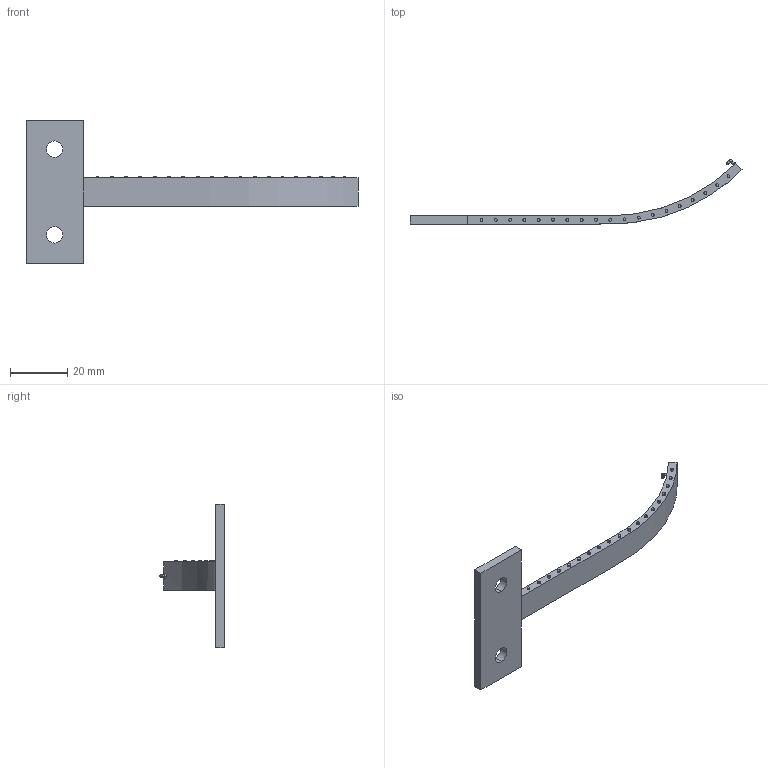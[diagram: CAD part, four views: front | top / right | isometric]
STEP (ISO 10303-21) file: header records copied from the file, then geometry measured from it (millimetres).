
FILE_DESCRIPTION (( 'STEP AP203' ), '1' );
FILE_NAME ('TestBeam1_s_0_5_10mm_3mm_with_weight_attachment.STEP', '2025-02-15T01:43:42', ( '' ), ( '' ), 'SwSTEP 2.0', 'SolidWorks 2024', '' );
FILE_SCHEMA (( 'CONFIG_CONTROL_DESIGN' ));
Length unit declared in the file: metre
Products named in the file (1): TestBeam1_s_0_5_10mm_3mm_with_weight_attachment
Bounding box: 116.08 x 22.56 x 50 mm (x, y, z)
Volume: 5857.4 mm3; surface area: 5065.8 mm2
Topology: 1 solids, 1 shells, 83 faces, 182 edges, 114 vertices
Faces by surface type: cylinder 46, plane 29, bspline 5, sphere 2, torus 1
Entity records: 2702 total; most frequent: CARTESIAN_POINT 777, DIRECTION 417, ORIENTED_EDGE 348, EDGE_CURVE 174, AXIS2_PLACEMENT_3D 173, VERTEX_POINT 112, EDGE_LOOP 106, CIRCLE 94
